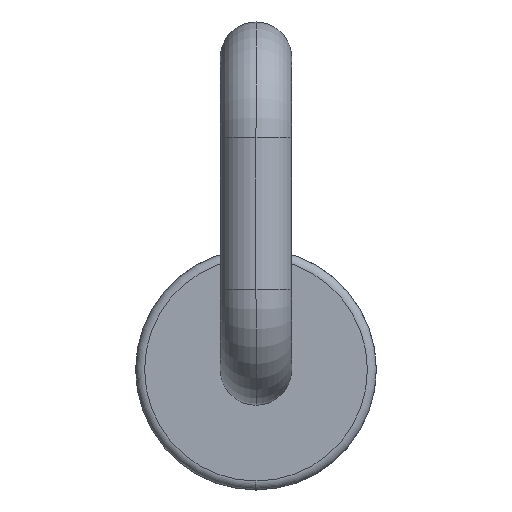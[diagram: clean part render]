
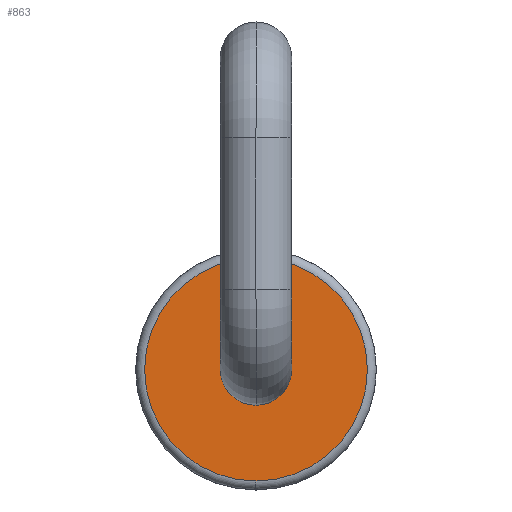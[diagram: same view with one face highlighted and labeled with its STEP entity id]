
A CAD part, left-side view. The second image highlights one B-rep face of the part: STEP entity #863.
In plain terms, the highlighted planar face has unit normal (-1, 0, 0).
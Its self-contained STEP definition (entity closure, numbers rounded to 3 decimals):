
#2 = CIRCLE ( 'NONE', #262, 0.4 ) ;
#27 = DIRECTION ( 'NONE',  ( -1., 0., 0. ) ) ;
#37 = CIRCLE ( 'NONE', #603, 1.25 ) ;
#84 = EDGE_LOOP ( 'NONE', ( #201, #774 ) ) ;
#94 = CARTESIAN_POINT ( 'NONE',  ( -2.6, 0., -1.75 ) ) ;
#153 = DIRECTION ( 'NONE',  ( -1., 0., 0. ) ) ;
#186 = EDGE_CURVE ( 'NONE', #537, #851, #576, .T. ) ;
#201 = ORIENTED_EDGE ( 'NONE', *, *, #309, .T. ) ;
#202 = AXIS2_PLACEMENT_3D ( 'NONE', #714, #27, #939 ) ;
#222 = CARTESIAN_POINT ( 'NONE',  ( -2.6, 0., -0.95 ) ) ;
#262 = AXIS2_PLACEMENT_3D ( 'NONE', #520, #878, #508 ) ;
#265 = DIRECTION ( 'NONE',  ( -1., 0., 0. ) ) ;
#288 = DIRECTION ( 'NONE',  ( 0., 1., 0. ) ) ;
#304 = VERTEX_POINT ( 'NONE', #551 ) ;
#309 = EDGE_CURVE ( 'NONE', #304, #964, #37, .T. ) ;
#334 = ORIENTED_EDGE ( 'NONE', *, *, #186, .F. ) ;
#359 = EDGE_CURVE ( 'NONE', #851, #537, #2, .T. ) ;
#371 = CARTESIAN_POINT ( 'NONE',  ( -2.6, 0., -2.7 ) ) ;
#385 = FACE_OUTER_BOUND ( 'NONE', #84, .T. ) ;
#386 = EDGE_CURVE ( 'NONE', #964, #304, #722, .T. ) ;
#464 = AXIS2_PLACEMENT_3D ( 'NONE', #371, #533, #288 ) ;
#469 = DIRECTION ( 'NONE',  ( 0., 0., 1. ) ) ;
#508 = DIRECTION ( 'NONE',  ( 0., 0., 1. ) ) ;
#520 = CARTESIAN_POINT ( 'NONE',  ( -2.6, 0., -1.35 ) ) ;
#533 = DIRECTION ( 'NONE',  ( -1., 0., 0. ) ) ;
#535 = FACE_BOUND ( 'NONE', #971, .T. ) ;
#537 = VERTEX_POINT ( 'NONE', #94 ) ;
#551 = CARTESIAN_POINT ( 'NONE',  ( -2.6, 0., -0.1 ) ) ;
#576 = CIRCLE ( 'NONE', #202, 0.4 ) ;
#577 = DIRECTION ( 'NONE',  ( 0., 0., 1. ) ) ;
#603 = AXIS2_PLACEMENT_3D ( 'NONE', #841, #153, #469 ) ;
#668 = PLANE ( 'NONE',  #464 ) ;
#714 = CARTESIAN_POINT ( 'NONE',  ( -2.6, 0., -1.35 ) ) ;
#722 = CIRCLE ( 'NONE', #921, 1.25 ) ;
#737 = ORIENTED_EDGE ( 'NONE', *, *, #359, .F. ) ;
#774 = ORIENTED_EDGE ( 'NONE', *, *, #386, .T. ) ;
#841 = CARTESIAN_POINT ( 'NONE',  ( -2.6, 0., -1.35 ) ) ;
#847 = CARTESIAN_POINT ( 'NONE',  ( -2.6, 0., -2.6 ) ) ;
#851 = VERTEX_POINT ( 'NONE', #222 ) ;
#863 = ADVANCED_FACE ( 'NONE', ( #535, #385 ), #668, .T. ) ;
#878 = DIRECTION ( 'NONE',  ( -1., 0., 0. ) ) ;
#921 = AXIS2_PLACEMENT_3D ( 'NONE', #940, #265, #577 ) ;
#939 = DIRECTION ( 'NONE',  ( 0., 0., 1. ) ) ;
#940 = CARTESIAN_POINT ( 'NONE',  ( -2.6, 0., -1.35 ) ) ;
#964 = VERTEX_POINT ( 'NONE', #847 ) ;
#971 = EDGE_LOOP ( 'NONE', ( #334, #737 ) ) ;
